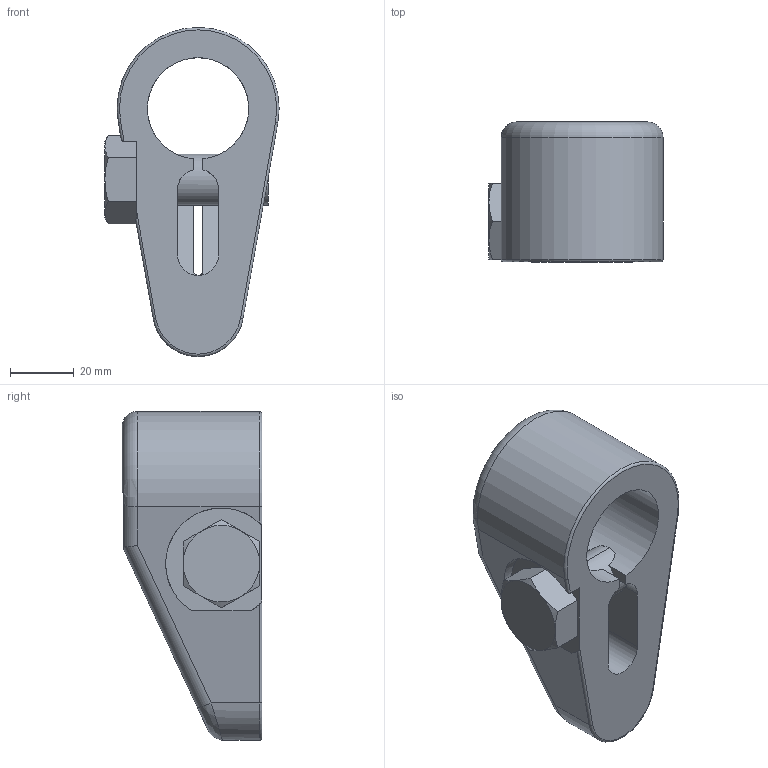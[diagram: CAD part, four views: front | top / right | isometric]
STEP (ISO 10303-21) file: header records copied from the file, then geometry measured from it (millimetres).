
FILE_DESCRIPTION((''),'2;1');
FILE_NAME('ILC91521811','2020-01-28T',('npeters'),(''),'PRO/ENGINEER BY PARAMETRIC TECHNOLOGY CORPORATION, 2013320','PRO/ENGINEER BY PARAMETRIC TECHNOLOGY CORPORATION, 2013320','');
FILE_SCHEMA(('AUTOMOTIVE_DESIGN { 1 0 10303 214 1 1 1 1 }'));
Length unit declared in the file: inch
Products named in the file (1): ILC91521811
Bounding box: 54.61 x 43.81 x 103.17 mm (x, y, z)
Volume: 100267.4 mm3; surface area: 24302.4 mm2
Topology: 1 solids, 1 shells, 63 faces, 168 edges, 107 vertices
Faces by surface type: plane 27, cylinder 26, cone 6, torus 3, bspline 1
Entity records: 3033 total; most frequent: CARTESIAN_POINT 733, ORIENTED_EDGE 336, DIRECTION 299, PRESENTATION_STYLE_ASSIGNMENT 185, STYLED_ITEM 169, CURVE_STYLE 168, EDGE_CURVE 168, AXIS2_PLACEMENT_3D 111
